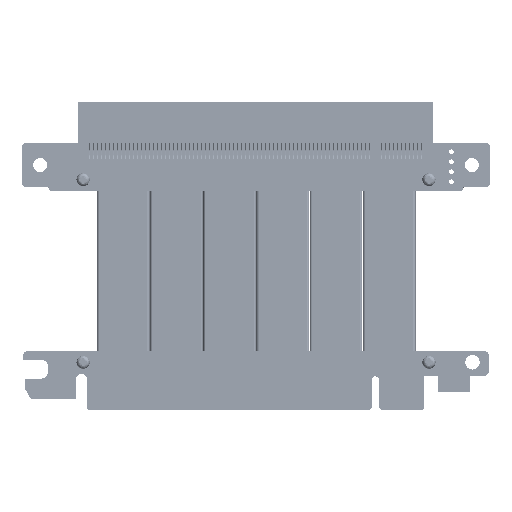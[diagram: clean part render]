
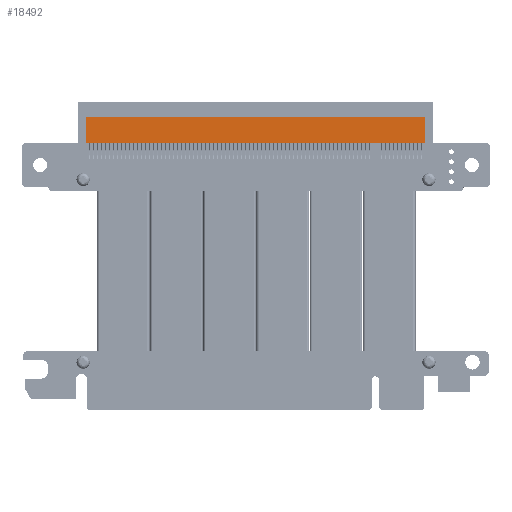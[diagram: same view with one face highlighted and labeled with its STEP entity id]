
A CAD part, top view. The second image highlights one B-rep face of the part: STEP entity #18492.
In plain terms, the highlighted planar face has unit normal (0, 0, 1).
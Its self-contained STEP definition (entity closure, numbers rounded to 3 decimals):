
#16981 = EDGE_CURVE('',#16982,#16984,#16986,.T.);
#16982 = VERTEX_POINT('',#16983);
#16983 = CARTESIAN_POINT('',(-74.5,1.,3.25));
#16984 = VERTEX_POINT('',#16985);
#16985 = CARTESIAN_POINT('',(10.5,1.,3.25));
#16986 = LINE('',#16987,#16988);
#16987 = CARTESIAN_POINT('',(-74.5,1.,3.25));
#16988 = VECTOR('',#16989,1.);
#16989 = DIRECTION('',(1.,0.,0.));
#17471 = EDGE_CURVE('',#17472,#16982,#17474,.T.);
#17472 = VERTEX_POINT('',#17473);
#17473 = CARTESIAN_POINT('',(-74.5,7.45,3.25));
#17474 = LINE('',#17475,#17476);
#17475 = CARTESIAN_POINT('',(-74.5,1.,3.25));
#17476 = VECTOR('',#17477,1.);
#17477 = DIRECTION('',(0.,-1.,0.));
#17518 = VERTEX_POINT('',#17519);
#17519 = CARTESIAN_POINT('',(10.5,7.45,3.25));
#17525 = EDGE_CURVE('',#16984,#17518,#17526,.T.);
#17526 = LINE('',#17527,#17528);
#17527 = CARTESIAN_POINT('',(10.5,1.,3.25));
#17528 = VECTOR('',#17529,1.);
#17529 = DIRECTION('',(0.,1.,0.));
#18481 = EDGE_CURVE('',#17518,#17472,#18482,.T.);
#18482 = LINE('',#18483,#18484);
#18483 = CARTESIAN_POINT('',(-74.5,7.45,3.25));
#18484 = VECTOR('',#18485,1.);
#18485 = DIRECTION('',(-1.,0.,0.));
#18492 = ADVANCED_FACE('',(#18493),#18499,.F.);
#18493 = FACE_BOUND('',#18494,.T.);
#18494 = EDGE_LOOP('',(#18495,#18496,#18497,#18498));
#18495 = ORIENTED_EDGE('',*,*,#17471,.T.);
#18496 = ORIENTED_EDGE('',*,*,#16981,.T.);
#18497 = ORIENTED_EDGE('',*,*,#17525,.T.);
#18498 = ORIENTED_EDGE('',*,*,#18481,.T.);
#18499 = PLANE('',#18500);
#18500 = AXIS2_PLACEMENT_3D('',#18501,#18502,#18503);
#18501 = CARTESIAN_POINT('',(-74.5,7.45,3.25));
#18502 = DIRECTION('',(0.,0.,-1.));
#18503 = DIRECTION('',(-1.,0.,0.));
